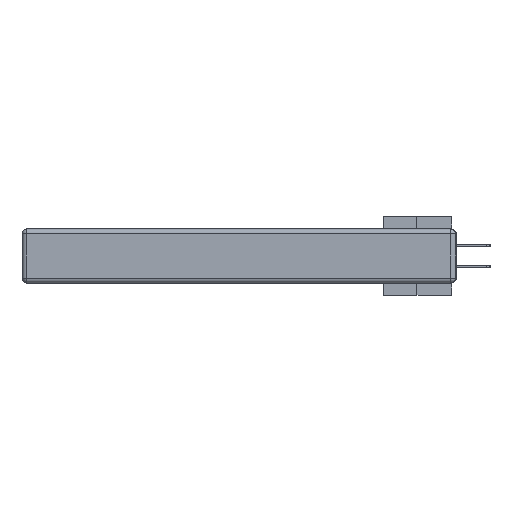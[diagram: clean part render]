
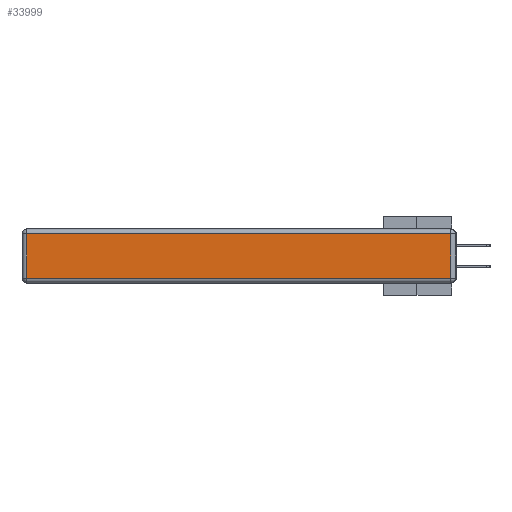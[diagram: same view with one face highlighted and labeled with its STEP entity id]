
A CAD part, left-side view. The second image highlights one B-rep face of the part: STEP entity #33999.
In plain terms, the highlighted planar face has unit normal (-1, 0, 0).
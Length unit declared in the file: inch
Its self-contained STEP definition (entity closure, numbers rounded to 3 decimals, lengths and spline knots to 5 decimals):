
#588 = VERTEX_POINT ( 'NONE', #18442 ) ;
#621 = DIRECTION ( 'NONE',  ( 0., 1., 0. ) ) ;
#663 = CARTESIAN_POINT ( 'NONE',  ( 0., 2.72, -0.313 ) ) ;
#3027 = DIRECTION ( 'NONE',  ( -1., 0., 0. ) ) ;
#3585 = CARTESIAN_POINT ( 'NONE',  ( 0., 2.72, -0.343 ) ) ;
#4666 = VERTEX_POINT ( 'NONE', #31945 ) ;
#5033 = VERTEX_POINT ( 'NONE', #663 ) ;
#6448 = EDGE_CURVE ( 'NONE', #11493, #588, #23456, .T. ) ;
#9146 = EDGE_CURVE ( 'NONE', #5033, #11493, #22338, .T. ) ;
#11493 = VERTEX_POINT ( 'NONE', #22705 ) ;
#13997 = VECTOR ( 'NONE', #20683, 39.37008 ) ;
#17784 = CARTESIAN_POINT ( 'NONE',  ( 0., 0.03, -0.343 ) ) ;
#17999 = DIRECTION ( 'NONE',  ( 0., 0., 1. ) ) ;
#18171 = EDGE_CURVE ( 'NONE', #588, #4666, #22404, .T. ) ;
#18442 = CARTESIAN_POINT ( 'NONE',  ( 0., 0.03, -0.03 ) ) ;
#18927 = EDGE_CURVE ( 'NONE', #4666, #5033, #35167, .T. ) ;
#19395 = AXIS2_PLACEMENT_3D ( 'NONE', #36548, #3027, #17999 ) ;
#20683 = DIRECTION ( 'NONE',  ( 0., 0., 1. ) ) ;
#22338 = LINE ( 'NONE', #29875, #32293 ) ;
#22404 = LINE ( 'NONE', #37060, #25280 ) ;
#22705 = CARTESIAN_POINT ( 'NONE',  ( 0., 0.03, -0.313 ) ) ;
#23456 = LINE ( 'NONE', #17784, #13997 ) ;
#23705 = FACE_OUTER_BOUND ( 'NONE', #34804, .T. ) ;
#25280 = VECTOR ( 'NONE', #621, 39.37008 ) ;
#27131 = VECTOR ( 'NONE', #27665, 39.37008 ) ;
#27536 = ORIENTED_EDGE ( 'NONE', *, *, #6448, .T. ) ;
#27665 = DIRECTION ( 'NONE',  ( 0., 0., -1. ) ) ;
#29875 = CARTESIAN_POINT ( 'NONE',  ( 0., 0., -0.313 ) ) ;
#31945 = CARTESIAN_POINT ( 'NONE',  ( 0., 2.72, -0.03 ) ) ;
#31996 = ORIENTED_EDGE ( 'NONE', *, *, #18171, .T. ) ;
#32293 = VECTOR ( 'NONE', #38693, 39.37008 ) ;
#33250 = ORIENTED_EDGE ( 'NONE', *, *, #9146, .T. ) ;
#33999 = ADVANCED_FACE ( 'NONE', ( #23705 ), #36152, .T. ) ;
#34804 = EDGE_LOOP ( 'NONE', ( #33250, #27536, #31996, #38479 ) ) ;
#35167 = LINE ( 'NONE', #3585, #27131 ) ;
#36152 = PLANE ( 'NONE',  #19395 ) ;
#36548 = CARTESIAN_POINT ( 'NONE',  ( 0., 0., -0.343 ) ) ;
#37060 = CARTESIAN_POINT ( 'NONE',  ( 0., 2.75, -0.03 ) ) ;
#38479 = ORIENTED_EDGE ( 'NONE', *, *, #18927, .T. ) ;
#38693 = DIRECTION ( 'NONE',  ( 0., -1., 0. ) ) ;
